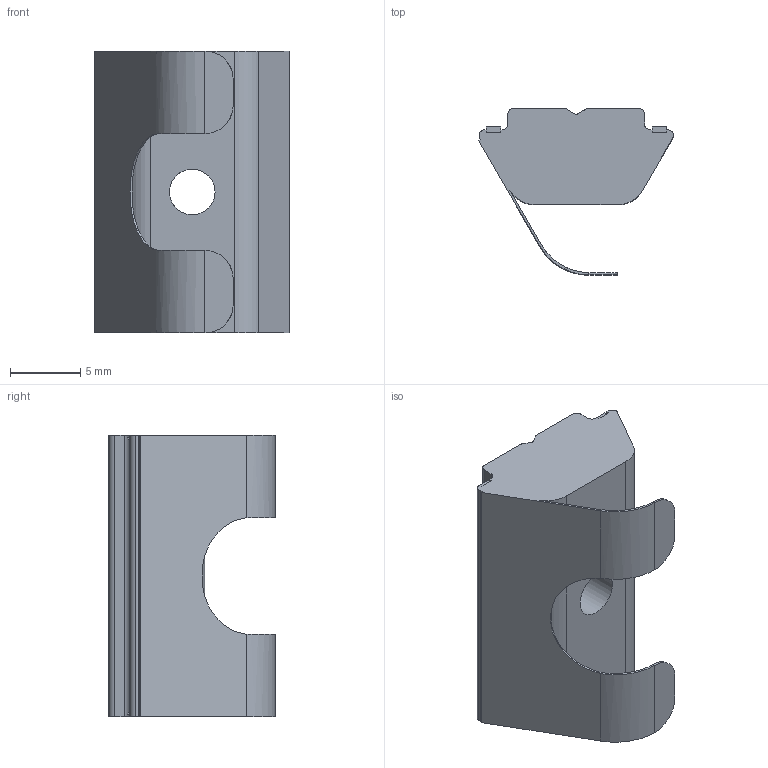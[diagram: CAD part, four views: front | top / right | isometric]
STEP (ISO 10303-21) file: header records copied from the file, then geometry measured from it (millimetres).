
FILE_DESCRIPTION((''),'2;1');
FILE_NAME('AR3069.stp','2016-07-14T13:04:19',('Envy'),(''),'Autodesk Inventor 2013','Autodesk Inventor 2013','');
FILE_SCHEMA(('AUTOMOTIVE_DESIGN { 1 0 10303 214 1 1 1 1 }'));
Length unit declared in the file: millimetre
Products named in the file (1): AR3069
Bounding box: 13.84 x 11.8 x 20 mm (x, y, z)
Volume: 1449.7 mm3; surface area: 1200.7 mm2
Topology: 1 solids, 1 shells, 84 faces, 241 edges, 158 vertices
Faces by surface type: plane 57, cylinder 27
Full cylindrical faces by diameter (mm): 3.242 x1
Entity records: 2882 total; most frequent: CARTESIAN_POINT 543, ORIENTED_EDGE 478, DIRECTION 448, EDGE_CURVE 239, VECTOR 172, LINE 172, VERTEX_POINT 157, AXIS2_PLACEMENT_3D 138
